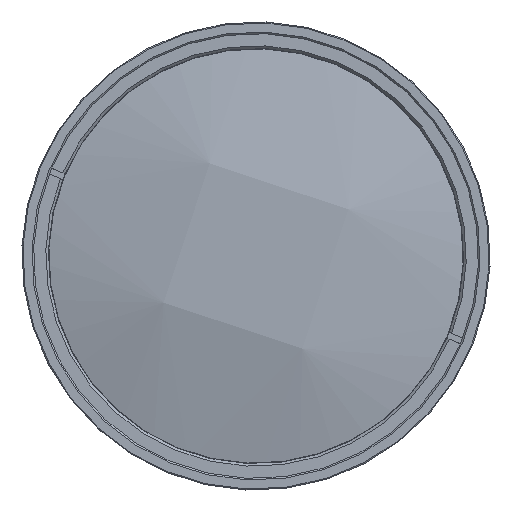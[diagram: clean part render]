
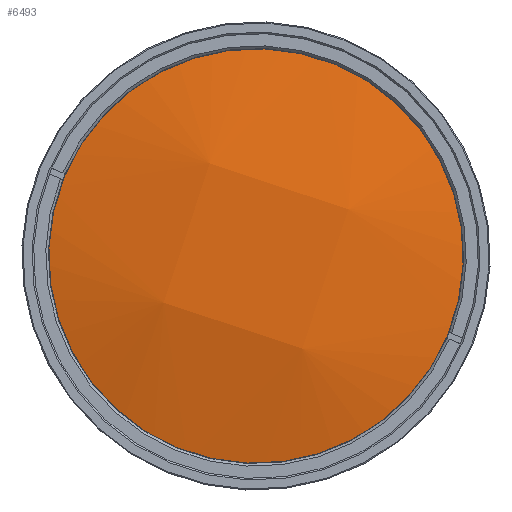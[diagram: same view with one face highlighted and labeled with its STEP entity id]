
A CAD part, left-side view. The second image highlights one B-rep face of the part: STEP entity #6493.
In plain terms, the highlighted free-form (B-spline) face has degree [3, 3] with [4, 4] control points.
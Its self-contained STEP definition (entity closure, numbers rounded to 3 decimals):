
#2086 = CARTESIAN_POINT ( 'NONE',  ( -206.626, -18.598, 9.193 ) ) ;
#2169 = CARTESIAN_POINT ( 'NONE',  ( -190.375, 51.433, -27.35 ) ) ;
#2807 = VERTEX_POINT ( 'NONE', #8103 ) ;
#3245 = CARTESIAN_POINT ( 'NONE',  ( -206.669, 18.306, -9.091 ) ) ;
#3550 = CARTESIAN_POINT ( 'NONE',  ( -190.258, -51.684, 27.455 ) ) ;
#3923 = CARTESIAN_POINT ( 'NONE',  ( -196.419, 0., 0. ) ) ;
#4342 = CARTESIAN_POINT ( 'NONE',  ( -198.317, 44.955, -0.268 ) ) ;
#4385 = CARTESIAN_POINT ( 'NONE',  ( -196.419, 39.397, 13.044 ) ) ;
#4795 = EDGE_CURVE ( 'NONE', #6683, #2807, #6130, .T. ) ;
#5006 = DIRECTION ( 'NONE',  ( -1., 0., 0. ) ) ;
#5199 = CARTESIAN_POINT ( 'NONE',  ( -196.419, 0., 0. ) ) ;
#5435 = CARTESIAN_POINT ( 'NONE',  ( -198.21, -0.283, 44.473 ) ) ;
#5569 = FACE_OUTER_BOUND ( 'NONE', #8041, .T. ) ;
#6074 = CARTESIAN_POINT ( 'NONE',  ( -198.241, 0., -44.379 ) ) ;
#6130 = CIRCLE ( 'NONE', #14022, 41.5 ) ;
#6493 = ADVANCED_FACE ( 'NONE', ( #5569 ), #9943, .T. ) ;
#6578 = EDGE_CURVE ( 'NONE', #2807, #6683, #9090, .T. ) ;
#6683 = VERTEX_POINT ( 'NONE', #4385 ) ;
#7191 = DIRECTION ( 'NONE',  ( 0., 0.949, 0.314 ) ) ;
#7684 = CARTESIAN_POINT ( 'NONE',  ( -206.645, -9.498, -18.296 ) ) ;
#7897 = CARTESIAN_POINT ( 'NONE',  ( -198.187, -26.534, 35.782 ) ) ;
#8041 = EDGE_LOOP ( 'NONE', ( #13404, #12434 ) ) ;
#8103 = CARTESIAN_POINT ( 'NONE',  ( -196.419, -39.397, -13.044 ) ) ;
#8539 = DIRECTION ( 'NONE',  ( 0., 0.949, 0.314 ) ) ;
#8687 = DIRECTION ( 'NONE',  ( -1., 0., 0. ) ) ;
#9090 = CIRCLE ( 'NONE', #11881, 41.5 ) ;
#9314 = CARTESIAN_POINT ( 'NONE',  ( -198.264, 26.262, -35.684 ) ) ;
#9825 = CARTESIAN_POINT ( 'NONE',  ( -198.23, -45.231, 0.375 ) ) ;
#9943 =( BOUNDED_SURFACE ( )  B_SPLINE_SURFACE ( 3, 3, ( 
 ( #12019, #5435, #7897, #3550 ),
 ( #12317, #11207, #2086, #9825 ),
 ( #4342, #3245, #7684, #12103 ),
 ( #2169, #9314, #6074, #11708 ) ),
 .UNSPECIFIED., .F., .F., .F. ) 
 B_SPLINE_SURFACE_WITH_KNOTS ( ( 4, 4 ),
 ( 4, 4 ),
 ( 0., 1. ),
 ( 0., 1. ),
 .UNSPECIFIED. ) 
 GEOMETRIC_REPRESENTATION_ITEM ( )  RATIONAL_B_SPLINE_SURFACE ( (
 ( 1., 0.972, 0.972, 1.),
 ( 0.972, 0.945, 0.945, 0.972),
 ( 0.972, 0.945, 0.945, 0.972),
 ( 1., 0.972, 0.972, 1.) ) ) 
 REPRESENTATION_ITEM ( '' )  SURFACE ( )  );
#11207 = CARTESIAN_POINT ( 'NONE',  ( -206.65, 9.203, 18.398 ) ) ;
#11708 = CARTESIAN_POINT ( 'NONE',  ( -190.31, -25.159, -52.708 ) ) ;
#11881 = AXIS2_PLACEMENT_3D ( 'NONE', #5199, #8687, #8539 ) ;
#12019 = CARTESIAN_POINT ( 'NONE',  ( -190.324, 24.879, 52.804 ) ) ;
#12103 = CARTESIAN_POINT ( 'NONE',  ( -198.247, -36.135, -27.115 ) ) ;
#12317 = CARTESIAN_POINT ( 'NONE',  ( -198.299, 35.849, 27.22 ) ) ;
#12434 = ORIENTED_EDGE ( 'NONE', *, *, #6578, .T. ) ;
#13404 = ORIENTED_EDGE ( 'NONE', *, *, #4795, .T. ) ;
#14022 = AXIS2_PLACEMENT_3D ( 'NONE', #3923, #5006, #7191 ) ;
